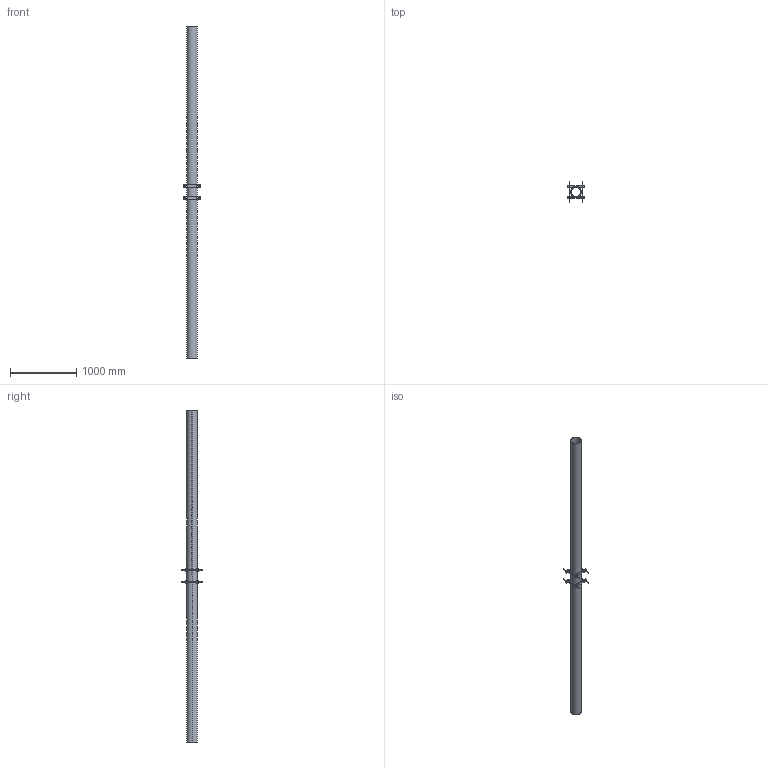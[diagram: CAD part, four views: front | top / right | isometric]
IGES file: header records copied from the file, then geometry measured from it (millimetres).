
Start section: SolidWorks IGES file using analytic representation for surfaces
Global section: file name: 2662_VISUEL UNIFIX bride poteau diam 130-190mm.STEP.IGS; native system: SolidWorks 2021; preprocessor: SolidWorks 2021; author: be; date: 240614.095041; units: millimetre
Bounding box: 250 x 330 x 5000 mm (x, y, z)
Surface area: 5099585.6 mm2 (no closed solid volume)
Topology: 0 solids, 0 shells, 454 faces, 5880 edges, 5880 vertices
Faces by surface type: bspline 234, revolution 220
